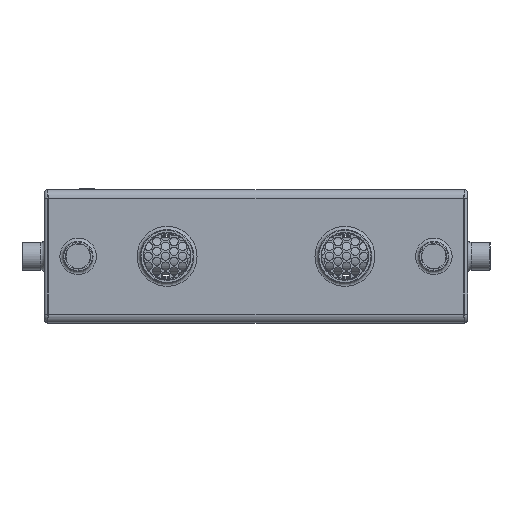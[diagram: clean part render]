
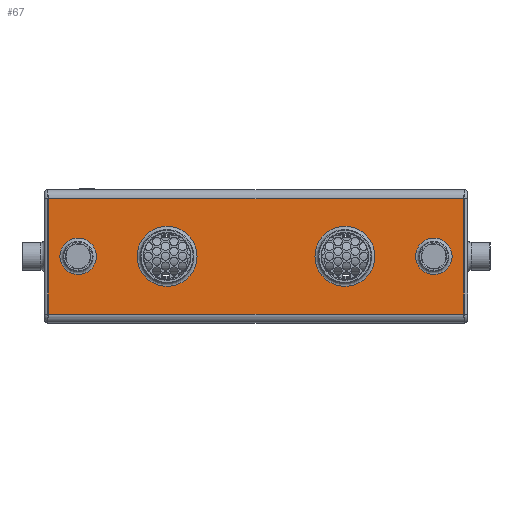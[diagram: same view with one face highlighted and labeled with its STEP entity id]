
A CAD part, left-side view. The second image highlights one B-rep face of the part: STEP entity #67.
In plain terms, the highlighted planar face has unit normal (-1, 0, 0).
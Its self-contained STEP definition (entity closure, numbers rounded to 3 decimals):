
#67=ADVANCED_FACE('',(#8401,#8403,#8405,#8407,#8409),#8411,.T.);
#8401=FACE_BOUND('',#8402,.T.);
#8402=EDGE_LOOP('',(#17685,#17686,#17687,#17688));
#8403=FACE_BOUND('',#8404,.T.);
#8404=EDGE_LOOP('',(#17689));
#8405=FACE_BOUND('',#8406,.T.);
#8406=EDGE_LOOP('',(#17690));
#8407=FACE_BOUND('',#8408,.T.);
#8408=EDGE_LOOP('',(#17691));
#8409=FACE_BOUND('',#8410,.T.);
#8410=EDGE_LOOP('',(#17692));
#8411=PLANE('',#8412);
#8412=AXIS2_PLACEMENT_3D('',#8413,#8414,#8415);
#8413=CARTESIAN_POINT('',(-60.,0.,-52.));
#8414=DIRECTION('',(-1.,0.,0.));
#8415=DIRECTION('',(0.,0.,1.));
#17685=ORIENTED_EDGE('',*,*,#21447,.T.);
#17686=ORIENTED_EDGE('',*,*,#21448,.T.);
#17687=ORIENTED_EDGE('',*,*,#21449,.F.);
#17688=ORIENTED_EDGE('',*,*,#21450,.F.);
#17689=ORIENTED_EDGE('',*,*,#21451,.F.);
#17690=ORIENTED_EDGE('',*,*,#21452,.F.);
#17691=ORIENTED_EDGE('',*,*,#21453,.F.);
#17692=ORIENTED_EDGE('',*,*,#21454,.F.);
#21447=EDGE_CURVE('',#23331,#23332,#23333,.T.);
#21448=EDGE_CURVE('',#23332,#23334,#23335,.F.);
#21449=EDGE_CURVE('',#23336,#23334,#23337,.T.);
#21450=EDGE_CURVE('',#23331,#23336,#23338,.F.);
#21451=EDGE_CURVE('',#23339,#23339,#23340,.T.);
#21452=EDGE_CURVE('',#23341,#23341,#23342,.T.);
#21453=EDGE_CURVE('',#23343,#23343,#23344,.T.);
#21454=EDGE_CURVE('',#23345,#23345,#23346,.T.);
#23331=VERTEX_POINT('',#26732);
#23332=VERTEX_POINT('',#26733);
#23333=LINE('',#26734,#26735);
#23334=VERTEX_POINT('',#26737);
#23335=LINE('',#26738,#26739);
#23336=VERTEX_POINT('',#26741);
#23337=LINE('',#26742,#26743);
#23338=LINE('',#26745,#26746);
#23339=VERTEX_POINT('',#26748);
#23340=CIRCLE('',#26749,16.4);
#23341=VERTEX_POINT('',#26753);
#23342=CIRCLE('',#26754,27.);
#23343=VERTEX_POINT('',#26758);
#23344=CIRCLE('',#26759,27.);
#23345=VERTEX_POINT('',#26763);
#23346=CIRCLE('',#26764,16.4);
#26732=CARTESIAN_POINT('',(-60.,-1.,52.));
#26733=CARTESIAN_POINT('',(-60.,374.,52.));
#26734=CARTESIAN_POINT('',(-60.,-1.,52.));
#26735=VECTOR('',#26736,1.);
#26736=DIRECTION('',(0.,1.,0.));
#26737=CARTESIAN_POINT('',(-60.,374.,-52.));
#26738=CARTESIAN_POINT('',(-60.,374.,-52.));
#26739=VECTOR('',#26740,1.);
#26740=DIRECTION('',(0.,0.,1.));
#26741=CARTESIAN_POINT('',(-60.,-1.,-52.));
#26742=CARTESIAN_POINT('',(-60.,-1.,-52.));
#26743=VECTOR('',#26744,1.);
#26744=DIRECTION('',(0.,1.,0.));
#26745=CARTESIAN_POINT('',(-60.,-1.,-52.));
#26746=VECTOR('',#26747,1.);
#26747=DIRECTION('',(0.,0.,1.));
#26748=CARTESIAN_POINT('',(-60.,42.9,0.));
#26749=AXIS2_PLACEMENT_3D('',#26750,#26751,#26752);
#26750=CARTESIAN_POINT('',(-60.,26.5,0.));
#26751=DIRECTION('',(-1.,0.,0.));
#26752=DIRECTION('',(0.,1.,0.));
#26753=CARTESIAN_POINT('',(-60.,79.5,0.));
#26754=AXIS2_PLACEMENT_3D('',#26755,#26756,#26757);
#26755=CARTESIAN_POINT('',(-60.,106.5,0.));
#26756=DIRECTION('',(-1.,0.,0.));
#26757=DIRECTION('',(0.,-1.,0.));
#26758=CARTESIAN_POINT('',(-60.,239.5,0.));
#26759=AXIS2_PLACEMENT_3D('',#26760,#26761,#26762);
#26760=CARTESIAN_POINT('',(-60.,266.5,0.));
#26761=DIRECTION('',(-1.,0.,0.));
#26762=DIRECTION('',(0.,-1.,0.));
#26763=CARTESIAN_POINT('',(-60.,362.9,0.));
#26764=AXIS2_PLACEMENT_3D('',#26765,#26766,#26767);
#26765=CARTESIAN_POINT('',(-60.,346.5,0.));
#26766=DIRECTION('',(-1.,0.,0.));
#26767=DIRECTION('',(0.,1.,0.));
